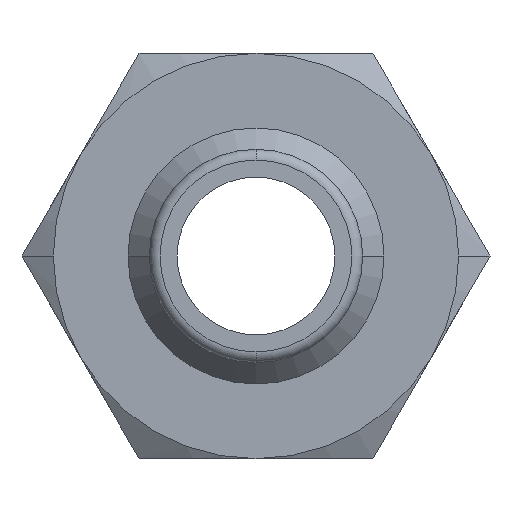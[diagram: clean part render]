
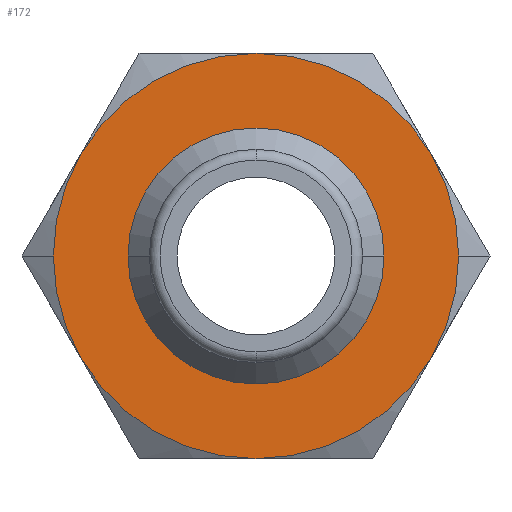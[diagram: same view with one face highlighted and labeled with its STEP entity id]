
A CAD part, front view. The second image highlights one B-rep face of the part: STEP entity #172.
In plain terms, the highlighted planar face has unit normal (0, -1, 0).
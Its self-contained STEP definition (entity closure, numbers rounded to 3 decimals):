
#172=ADVANCED_FACE('',(#341,#342),#343,.T.);
#341=FACE_OUTER_BOUND('',#502,.T.);
#342=FACE_BOUND('',#503,.T.);
#343=PLANE('',#504);
#502=EDGE_LOOP('',(#917,#918,#919,#920,#921,#922,#923,#924));
#503=EDGE_LOOP('',(#925,#926));
#504=AXIS2_PLACEMENT_3D('',#927,#928,#929);
#917=ORIENTED_EDGE('',*,*,#1017,.F.);
#918=ORIENTED_EDGE('',*,*,#1085,.F.);
#919=ORIENTED_EDGE('',*,*,#936,.F.);
#920=ORIENTED_EDGE('',*,*,#1088,.F.);
#921=ORIENTED_EDGE('',*,*,#933,.F.);
#922=ORIENTED_EDGE('',*,*,#1005,.F.);
#923=ORIENTED_EDGE('',*,*,#951,.F.);
#924=ORIENTED_EDGE('',*,*,#982,.F.);
#925=ORIENTED_EDGE('',*,*,#1027,.F.);
#926=ORIENTED_EDGE('',*,*,#1048,.F.);
#927=CARTESIAN_POINT('',(4.75,20.0,0.0));
#928=DIRECTION('',(-0.0,-1.0,-0.0));
#929=DIRECTION('',(-1.0,0.0,0.0));
#933=EDGE_CURVE('',#1096,#1094,#1098,.T.);
#936=EDGE_CURVE('',#1101,#1103,#1104,.T.);
#951=EDGE_CURVE('',#1127,#1124,#1129,.T.);
#982=EDGE_CURVE('',#1178,#1127,#1180,.T.);
#1005=EDGE_CURVE('',#1124,#1096,#1215,.T.);
#1017=EDGE_CURVE('',#1131,#1178,#1233,.T.);
#1027=EDGE_CURVE('',#1244,#1242,#1246,.T.);
#1048=EDGE_CURVE('',#1242,#1244,#1271,.T.);
#1085=EDGE_CURVE('',#1103,#1131,#1313,.T.);
#1088=EDGE_CURVE('',#1094,#1101,#1316,.T.);
#1094=VERTEX_POINT('',#1322);
#1096=VERTEX_POINT('',#1325);
#1098=CIRCLE('',#1338,9.5);
#1101=VERTEX_POINT('',#1341);
#1103=VERTEX_POINT('',#1354);
#1104=CIRCLE('',#1355,9.5);
#1124=VERTEX_POINT('',#1390);
#1127=VERTEX_POINT('',#1404);
#1129=CIRCLE('',#1417,9.5);
#1131=VERTEX_POINT('',#1419);
#1178=VERTEX_POINT('',#1550);
#1180=CIRCLE('',#1553,9.5);
#1215=CIRCLE('',#1682,9.5);
#1233=CIRCLE('',#1700,9.5);
#1242=VERTEX_POINT('',#1711);
#1244=VERTEX_POINT('',#1714);
#1246=CIRCLE('',#1717,6.0);
#1271=CIRCLE('',#1775,6.0);
#1313=CIRCLE('',#1833,9.5);
#1316=CIRCLE('',#1836,9.5);
#1322=CARTESIAN_POINT('',(-9.5,20.0,0.));
#1325=CARTESIAN_POINT('',(-8.227,20.0,-4.75));
#1338=AXIS2_PLACEMENT_3D('',#1841,#1842,#1843);
#1341=CARTESIAN_POINT('',(-8.227,20.0,4.75));
#1354=CARTESIAN_POINT('',(0.,20.0,9.5));
#1355=AXIS2_PLACEMENT_3D('',#1844,#1845,#1846);
#1390=CARTESIAN_POINT('',(0.0,20.0,-9.5));
#1404=CARTESIAN_POINT('',(8.227,20.0,-4.75));
#1417=AXIS2_PLACEMENT_3D('',#1863,#1864,#1865);
#1419=CARTESIAN_POINT('',(8.227,20.0,4.75));
#1550=CARTESIAN_POINT('',(9.5,20.0,0.));
#1553=AXIS2_PLACEMENT_3D('',#1901,#1902,#1903);
#1682=AXIS2_PLACEMENT_3D('',#1919,#1920,#1921);
#1700=AXIS2_PLACEMENT_3D('',#1946,#1947,#1948);
#1711=CARTESIAN_POINT('',(6.0,20.0,0.));
#1714=CARTESIAN_POINT('',(-6.0,20.0,0.));
#1717=AXIS2_PLACEMENT_3D('',#1959,#1960,#1961);
#1775=AXIS2_PLACEMENT_3D('',#1989,#1990,#1991);
#1833=AXIS2_PLACEMENT_3D('',#2042,#2043,#2044);
#1836=AXIS2_PLACEMENT_3D('',#2045,#2046,#2047);
#1841=CARTESIAN_POINT('',(0.0,20.0,0.0));
#1842=DIRECTION('',(-0.0,1.0,0.0));
#1843=DIRECTION('',(1.0,0.0,0.0));
#1844=CARTESIAN_POINT('',(0.0,20.0,0.0));
#1845=DIRECTION('',(-0.0,1.0,0.0));
#1846=DIRECTION('',(1.0,0.0,0.0));
#1863=CARTESIAN_POINT('',(0.0,20.0,0.0));
#1864=DIRECTION('',(-0.0,1.0,0.0));
#1865=DIRECTION('',(1.0,0.0,0.0));
#1901=CARTESIAN_POINT('',(0.0,20.0,0.0));
#1902=DIRECTION('',(-0.0,1.0,0.0));
#1903=DIRECTION('',(1.0,0.0,0.0));
#1919=CARTESIAN_POINT('',(0.0,20.0,0.0));
#1920=DIRECTION('',(-0.0,1.0,0.0));
#1921=DIRECTION('',(1.0,0.0,0.0));
#1946=CARTESIAN_POINT('',(0.0,20.0,0.0));
#1947=DIRECTION('',(-0.0,1.0,0.0));
#1948=DIRECTION('',(1.0,0.0,0.0));
#1959=CARTESIAN_POINT('',(0.0,20.0,0.0));
#1960=DIRECTION('',(0.0,-1.0,0.0));
#1961=DIRECTION('',(1.0,0.0,0.0));
#1989=CARTESIAN_POINT('',(0.0,20.0,0.0));
#1990=DIRECTION('',(0.0,-1.0,0.0));
#1991=DIRECTION('',(1.0,0.0,0.0));
#2042=CARTESIAN_POINT('',(0.0,20.0,0.0));
#2043=DIRECTION('',(-0.0,1.0,0.0));
#2044=DIRECTION('',(1.0,0.0,0.0));
#2045=CARTESIAN_POINT('',(0.0,20.0,0.0));
#2046=DIRECTION('',(-0.0,1.0,0.0));
#2047=DIRECTION('',(1.0,0.0,0.0));
